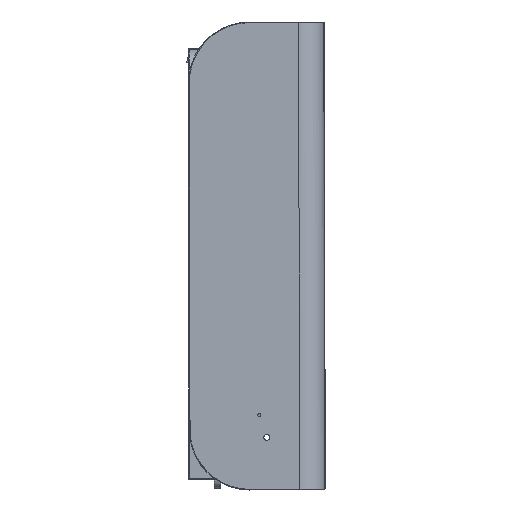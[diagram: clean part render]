
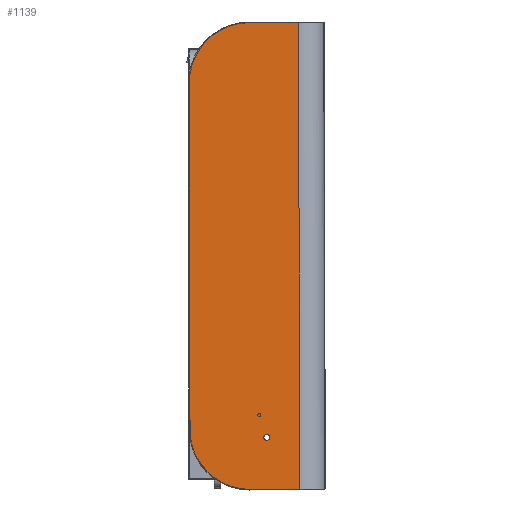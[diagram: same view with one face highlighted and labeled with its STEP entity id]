
A CAD part, left-side view. The second image highlights one B-rep face of the part: STEP entity #1139.
In plain terms, the highlighted face is planar.
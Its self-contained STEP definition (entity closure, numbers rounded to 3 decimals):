
#272=FACE_BOUND('',#3341,.T.);
#1139=ADVANCED_FACE('',(#2174,#272),#15957,.T.);
#2174=FACE_OUTER_BOUND('',#3340,.T.);
#3340=EDGE_LOOP('',(#7914,#7915,#7916,#7917,#7918,#7919));
#3341=EDGE_LOOP('',(#7920,#7921));
#7914=ORIENTED_EDGE('',*,*,#11016,.F.);
#7915=ORIENTED_EDGE('',*,*,#10986,.F.);
#7916=ORIENTED_EDGE('',*,*,#11019,.F.);
#7917=ORIENTED_EDGE('',*,*,#10987,.F.);
#7918=ORIENTED_EDGE('',*,*,#10983,.F.);
#7919=ORIENTED_EDGE('',*,*,#10988,.F.);
#7920=ORIENTED_EDGE('',*,*,#11041,.F.);
#7921=ORIENTED_EDGE('',*,*,#10957,.T.);
#10957=EDGE_CURVE('',#15405,#15406,#13851,.T.);
#10983=EDGE_CURVE('',#15431,#15432,#12618,.T.);
#10986=EDGE_CURVE('',#15435,#15433,#12619,.T.);
#10987=EDGE_CURVE('',#15432,#15436,#12620,.T.);
#10988=EDGE_CURVE('',#15434,#15431,#12621,.T.);
#11016=EDGE_CURVE('',#15433,#15434,#13864,.T.);
#11019=EDGE_CURVE('',#15436,#15435,#13865,.T.);
#11041=EDGE_CURVE('',#15405,#15406,#13869,.T.);
#12618=B_SPLINE_CURVE_WITH_KNOTS('',1,(#39754,#39755),.UNSPECIFIED.,.F.,
 .F.,(2,2),(0.,772.),.UNSPECIFIED.);
#12619=B_SPLINE_CURVE_WITH_KNOTS('',1,(#39762,#39763),.UNSPECIFIED.,.F.,
 .F.,(2,2),(-574.,0.),.UNSPECIFIED.);
#12620=B_SPLINE_CURVE_WITH_KNOTS('',1,(#39764,#39765),.UNSPECIFIED.,.F.,
 .F.,(2,2),(-82.,0.),.UNSPECIFIED.);
#12621=B_SPLINE_CURVE_WITH_KNOTS('',1,(#39766,#39767),.UNSPECIFIED.,.F.,
 .F.,(2,2),(-82.,0.),.UNSPECIFIED.);
#13851=(
BOUNDED_CURVE()
B_SPLINE_CURVE(2,(#39694,#39695,#39696,#39697,#39698),.UNSPECIFIED.,.F.,
 .F.)
B_SPLINE_CURVE_WITH_KNOTS((3,2,3),(-15.708,-7.854,0.),
 .UNSPECIFIED.)
CURVE()
GEOMETRIC_REPRESENTATION_ITEM()
RATIONAL_B_SPLINE_CURVE((1.,0.707,1.,0.707,1.))
REPRESENTATION_ITEM('')
);
#13864=(
BOUNDED_CURVE()
B_SPLINE_CURVE(2,(#39829,#39830,#39831),.UNSPECIFIED.,.F.,.F.)
B_SPLINE_CURVE_WITH_KNOTS((3,3),(0.,155.509),.UNSPECIFIED.)
CURVE()
GEOMETRIC_REPRESENTATION_ITEM()
RATIONAL_B_SPLINE_CURVE((1.,0.707,1.))
REPRESENTATION_ITEM('')
);
#13865=(
BOUNDED_CURVE()
B_SPLINE_CURVE(2,(#39836,#39837,#39838),.UNSPECIFIED.,.F.,.F.)
B_SPLINE_CURVE_WITH_KNOTS((3,3),(0.,155.509),.UNSPECIFIED.)
CURVE()
GEOMETRIC_REPRESENTATION_ITEM()
RATIONAL_B_SPLINE_CURVE((1.,0.707,1.))
REPRESENTATION_ITEM('')
);
#13869=(
BOUNDED_CURVE()
B_SPLINE_CURVE(2,(#39884,#39885,#39886,#39887,#39888),.UNSPECIFIED.,.F.,
 .F.)
B_SPLINE_CURVE_WITH_KNOTS((3,2,3),(0.,7.854,15.708),
 .UNSPECIFIED.)
CURVE()
GEOMETRIC_REPRESENTATION_ITEM()
RATIONAL_B_SPLINE_CURVE((1.,0.707,1.,0.707,1.))
REPRESENTATION_ITEM('')
);
#15405=VERTEX_POINT('',#39520);
#15406=VERTEX_POINT('',#39521);
#15431=VERTEX_POINT('',#39546);
#15432=VERTEX_POINT('',#39547);
#15433=VERTEX_POINT('',#39548);
#15434=VERTEX_POINT('',#39549);
#15435=VERTEX_POINT('',#39550);
#15436=VERTEX_POINT('',#39551);
#15957=PLANE('',#17324);
#17324=AXIS2_PLACEMENT_3D('',#39094,#17799,$);
#17799=DIRECTION('',(1.,0.,0.));
#39094=CARTESIAN_POINT('',(197.,240.1,-850.2));
#39520=CARTESIAN_POINT('',(197.,100.,-87.));
#39521=CARTESIAN_POINT('',(197.,90.,-87.));
#39546=CARTESIAN_POINT('',(197.,41.,-773.));
#39547=CARTESIAN_POINT('',(197.,41.,-1.));
#39548=CARTESIAN_POINT('',(197.,222.,-674.));
#39549=CARTESIAN_POINT('',(197.,123.,-773.));
#39550=CARTESIAN_POINT('',(197.,222.,-100.));
#39551=CARTESIAN_POINT('',(197.,123.,-1.));
#39694=CARTESIAN_POINT('',(197.,100.,-87.));
#39695=CARTESIAN_POINT('',(197.,100.,-92.));
#39696=CARTESIAN_POINT('',(197.,95.,-92.));
#39697=CARTESIAN_POINT('',(197.,90.,-92.));
#39698=CARTESIAN_POINT('',(197.,90.,-87.));
#39754=CARTESIAN_POINT('',(197.,41.,-773.));
#39755=CARTESIAN_POINT('',(197.,41.,-1.));
#39762=CARTESIAN_POINT('',(197.,222.,-100.));
#39763=CARTESIAN_POINT('',(197.,222.,-674.));
#39764=CARTESIAN_POINT('',(197.,41.,-1.));
#39765=CARTESIAN_POINT('',(197.,123.,-1.));
#39766=CARTESIAN_POINT('',(197.,123.,-773.));
#39767=CARTESIAN_POINT('',(197.,41.,-773.));
#39829=CARTESIAN_POINT('',(197.,222.,-674.));
#39830=CARTESIAN_POINT('',(197.,222.,-773.));
#39831=CARTESIAN_POINT('',(197.,123.,-773.));
#39836=CARTESIAN_POINT('',(197.,123.,-1.));
#39837=CARTESIAN_POINT('',(197.,222.,-1.));
#39838=CARTESIAN_POINT('',(197.,222.,-100.));
#39884=CARTESIAN_POINT('',(197.,100.,-87.));
#39885=CARTESIAN_POINT('',(197.,100.,-82.));
#39886=CARTESIAN_POINT('',(197.,95.,-82.));
#39887=CARTESIAN_POINT('',(197.,90.,-82.));
#39888=CARTESIAN_POINT('',(197.,90.,-87.));
